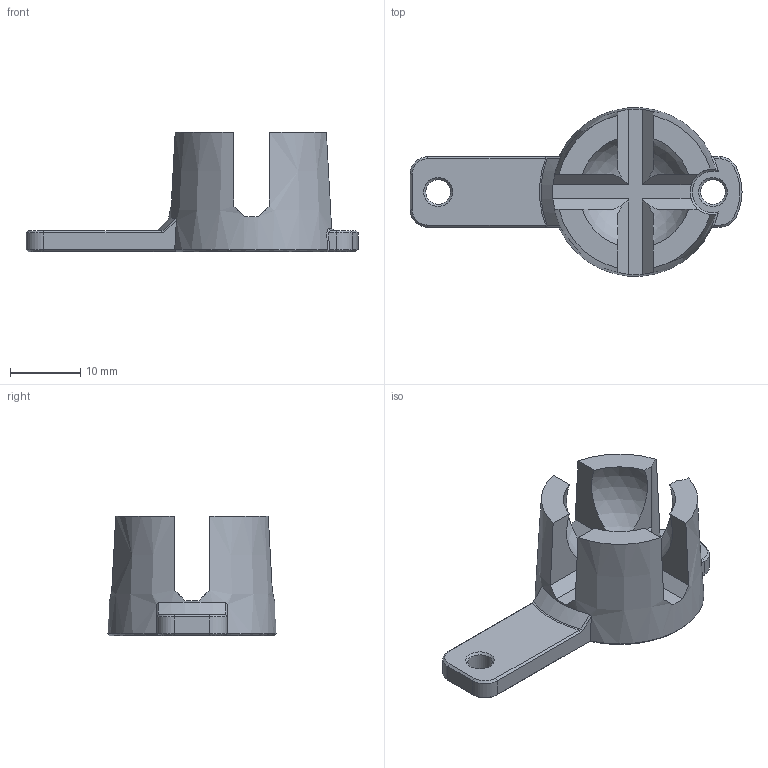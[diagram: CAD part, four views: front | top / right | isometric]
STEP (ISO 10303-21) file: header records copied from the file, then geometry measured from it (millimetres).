
FILE_DESCRIPTION(/* description */ ('STEP AP214'),/* implementation_level */ '2;1');
FILE_NAME(/* name */ '5fd2fb3d0c8acb0ea5ac81cb',/* time_stamp */ '2020-12-11T04:53:17+00:00',/* author */ (''),/* organization */ (''),/* preprocessor_version */ 'ST-DEVELOPER v18.1',/* originating_system */ ' ',/* authorisation */ ' ');
FILE_SCHEMA (('AUTOMOTIVE_DESIGN {1 0 10303 214 3 1 1}'));
Length unit declared in the file: metre
Products named in the file (1): Escornabot-Ball-Caster
Bounding box: 47.13 x 23.89 x 17 mm (x, y, z)
Volume: 4739.1 mm3; surface area: 3054.9 mm2
Topology: 1 solids, 1 shells, 89 faces, 225 edges, 138 vertices
Faces by surface type: plane 45, cone 22, bspline 10, cylinder 8, sphere 4
Full cylindrical faces by diameter (mm): 3.5 x2
Entity records: 2729 total; most frequent: CARTESIAN_POINT 638, ORIENTED_EDGE 438, DIRECTION 414, EDGE_CURVE 219, AXIS2_PLACEMENT_3D 161, VERTEX_POINT 138, EDGE_LOOP 99, FACE_BOUND 99
